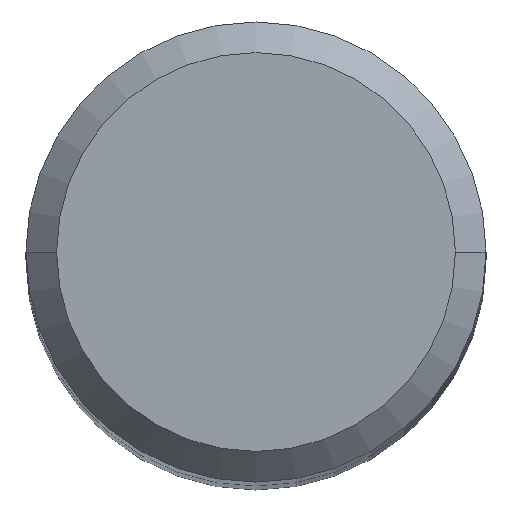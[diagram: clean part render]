
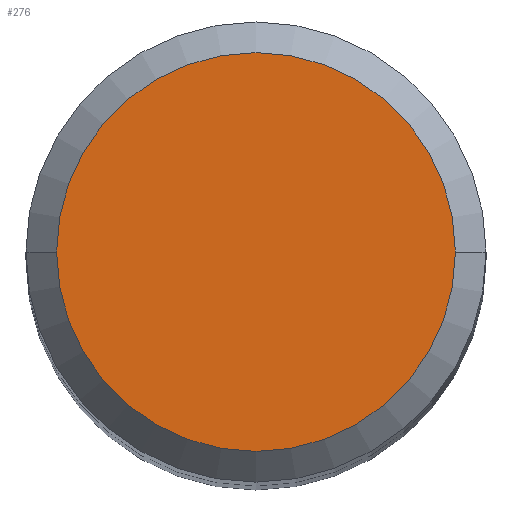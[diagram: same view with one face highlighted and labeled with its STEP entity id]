
A CAD part, top view. The second image highlights one B-rep face of the part: STEP entity #276.
In plain terms, the highlighted planar face has unit normal (0, 0, 1).
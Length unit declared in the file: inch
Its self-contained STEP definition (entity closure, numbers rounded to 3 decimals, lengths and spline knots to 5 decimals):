
#25 = ORIENTED_EDGE ( 'NONE', *, *, #320, .T. ) ;
#50 = VERTEX_POINT ( 'NONE', #101 ) ;
#63 = AXIS2_PLACEMENT_3D ( 'NONE', #284, #169, #344 ) ;
#77 = CIRCLE ( 'NONE', #159, 0.20315 ) ;
#82 = EDGE_CURVE ( 'NONE', #50, #207, #77, .T. ) ;
#83 = CARTESIAN_POINT ( 'NONE',  ( 0., 0., 0. ) ) ;
#101 = CARTESIAN_POINT ( 'NONE',  ( -0.20315, 0., 0. ) ) ;
#108 = EDGE_LOOP ( 'NONE', ( #376, #25 ) ) ;
#159 = AXIS2_PLACEMENT_3D ( 'NONE', #246, #310, #190 ) ;
#169 = DIRECTION ( 'NONE',  ( 0., 0., 1. ) ) ;
#173 = FACE_OUTER_BOUND ( 'NONE', #108, .T. ) ;
#190 = DIRECTION ( 'NONE',  ( 1., 0., 0. ) ) ;
#207 = VERTEX_POINT ( 'NONE', #319 ) ;
#218 = AXIS2_PLACEMENT_3D ( 'NONE', #83, #311, #315 ) ;
#246 = CARTESIAN_POINT ( 'NONE',  ( 0., 0., 0. ) ) ;
#276 = ADVANCED_FACE ( 'NONE', ( #173 ), #352, .F. ) ;
#284 = CARTESIAN_POINT ( 'NONE',  ( 0., 0., 0. ) ) ;
#298 = CIRCLE ( 'NONE', #63, 0.20315 ) ;
#310 = DIRECTION ( 'NONE',  ( 0., 0., 1. ) ) ;
#311 = DIRECTION ( 'NONE',  ( 0., 0., -1. ) ) ;
#315 = DIRECTION ( 'NONE',  ( -1., 0., 0. ) ) ;
#319 = CARTESIAN_POINT ( 'NONE',  ( 0.20315, 0., 0. ) ) ;
#320 = EDGE_CURVE ( 'NONE', #207, #50, #298, .T. ) ;
#344 = DIRECTION ( 'NONE',  ( 1., 0., 0. ) ) ;
#352 = PLANE ( 'NONE',  #218 ) ;
#376 = ORIENTED_EDGE ( 'NONE', *, *, #82, .T. ) ;
